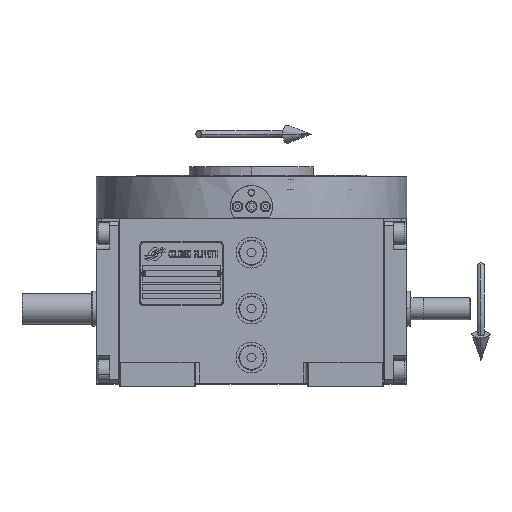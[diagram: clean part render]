
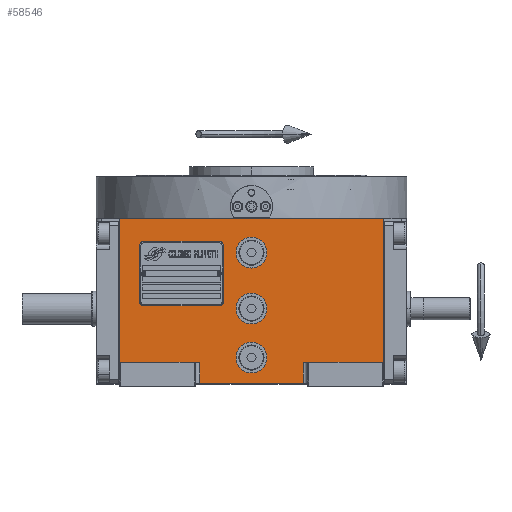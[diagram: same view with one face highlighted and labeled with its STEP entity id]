
A CAD part, top view. The second image highlights one B-rep face of the part: STEP entity #58546.
In plain terms, the highlighted planar face has unit normal (0, 0, 1).
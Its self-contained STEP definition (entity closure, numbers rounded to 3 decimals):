
#45 = ORIENTED_EDGE ( 'NONE', *, *, #50882, .T. ) ;
#1636 = ORIENTED_EDGE ( 'NONE', *, *, #32172, .F. ) ;
#2476 = DIRECTION ( 'NONE',  ( 1., 0., 0. ) ) ;
#2834 = CARTESIAN_POINT ( 'NONE',  ( 37., -38.5, 163.5 ) ) ;
#3030 = VERTEX_POINT ( 'NONE', #28917 ) ;
#4268 = FACE_BOUND ( 'NONE', #45282, .T. ) ;
#4340 = CARTESIAN_POINT ( 'NONE',  ( 37., -38.5, 163.5 ) ) ;
#4791 = EDGE_CURVE ( 'NONE', #21494, #24586, #38129, .T. ) ;
#4799 = AXIS2_PLACEMENT_3D ( 'NONE', #48638, #42753, #16981 ) ;
#5034 = EDGE_LOOP ( 'NONE', ( #52441, #16513 ) ) ;
#5688 = VERTEX_POINT ( 'NONE', #32386 ) ;
#5830 = VERTEX_POINT ( 'NONE', #20848 ) ;
#6216 = ORIENTED_EDGE ( 'NONE', *, *, #33738, .T. ) ;
#7067 = LINE ( 'NONE', #38717, #45126 ) ;
#7102 = DIRECTION ( 'NONE',  ( 1., 0., 0. ) ) ;
#7405 = EDGE_CURVE ( 'NONE', #10814, #56563, #48139, .T. ) ;
#7784 = DIRECTION ( 'NONE',  ( 0., 0., 1. ) ) ;
#9934 = DIRECTION ( 'NONE',  ( 0., 0., 1. ) ) ;
#10288 = VECTOR ( 'NONE', #50267, 1000. ) ;
#10461 = VECTOR ( 'NONE', #47157, 1000. ) ;
#10814 = VERTEX_POINT ( 'NONE', #33792 ) ;
#11849 = EDGE_CURVE ( 'NONE', #18681, #5830, #25245, .T. ) ;
#12776 = CARTESIAN_POINT ( 'NONE',  ( -11., -35., 163.5 ) ) ;
#13003 = DIRECTION ( 'NONE',  ( 0., 1., 0. ) ) ;
#14183 = DIRECTION ( 'NONE',  ( 1., 0., 0. ) ) ;
#15106 = FACE_OUTER_BOUND ( 'NONE', #67312, .T. ) ;
#15629 = ORIENTED_EDGE ( 'NONE', *, *, #11849, .F. ) ;
#15707 = AXIS2_PLACEMENT_3D ( 'NONE', #63425, #15799, #38476 ) ;
#15799 = DIRECTION ( 'NONE',  ( 0., 0., 1. ) ) ;
#16513 = ORIENTED_EDGE ( 'NONE', *, *, #38188, .F. ) ;
#16981 = DIRECTION ( 'NONE',  ( -1., 0., 0. ) ) ;
#18681 = VERTEX_POINT ( 'NONE', #59793 ) ;
#19229 = VERTEX_POINT ( 'NONE', #61933 ) ;
#19783 = CARTESIAN_POINT ( 'NONE',  ( 94.5, -38.5, 163.5 ) ) ;
#19919 = ORIENTED_EDGE ( 'NONE', *, *, #28385, .T. ) ;
#20848 = CARTESIAN_POINT ( 'NONE',  ( 94.5, 64.5, 163.5 ) ) ;
#21494 = VERTEX_POINT ( 'NONE', #45784 ) ;
#21742 = AXIS2_PLACEMENT_3D ( 'NONE', #61818, #62138, #14183 ) ;
#22073 = CARTESIAN_POINT ( 'NONE',  ( 0., 0., 163.5 ) ) ;
#23402 = AXIS2_PLACEMENT_3D ( 'NONE', #22073, #9934, #26271 ) ;
#23860 = CARTESIAN_POINT ( 'NONE',  ( -94.5, 64.5, 163.5 ) ) ;
#24586 = VERTEX_POINT ( 'NONE', #59838 ) ;
#24764 = DIRECTION ( 'NONE',  ( 1., 0., 0. ) ) ;
#24919 = EDGE_CURVE ( 'NONE', #52759, #5688, #30616, .T. ) ;
#25203 = LINE ( 'NONE', #29395, #54956 ) ;
#25245 = LINE ( 'NONE', #23860, #52367 ) ;
#25413 = CARTESIAN_POINT ( 'NONE',  ( 37., -38.5, 163.5 ) ) ;
#25886 = AXIS2_PLACEMENT_3D ( 'NONE', #66835, #39752, #24764 ) ;
#26271 = DIRECTION ( 'NONE',  ( -1., 0., 0. ) ) ;
#26868 = EDGE_CURVE ( 'NONE', #56563, #10814, #45676, .T. ) ;
#27844 = VECTOR ( 'NONE', #67759, 1000. ) ;
#27961 = ORIENTED_EDGE ( 'NONE', *, *, #39383, .T. ) ;
#28385 = EDGE_CURVE ( 'NONE', #52759, #60123, #51299, .T. ) ;
#28917 = CARTESIAN_POINT ( 'NONE',  ( 11., 0., 163.5 ) ) ;
#29042 = CARTESIAN_POINT ( 'NONE',  ( -37., -53.5, 163.5 ) ) ;
#29395 = CARTESIAN_POINT ( 'NONE',  ( -94.5, -38.5, 163.5 ) ) ;
#29572 = ORIENTED_EDGE ( 'NONE', *, *, #24919, .F. ) ;
#30241 = CARTESIAN_POINT ( 'NONE',  ( -37., -53.5, 163.5 ) ) ;
#30616 = LINE ( 'NONE', #30241, #27844 ) ;
#32172 = EDGE_CURVE ( 'NONE', #19229, #18681, #25203, .T. ) ;
#32386 = CARTESIAN_POINT ( 'NONE',  ( -37., -38.5, 163.5 ) ) ;
#33018 = EDGE_CURVE ( 'NONE', #24586, #21494, #49494, .T. ) ;
#33738 = EDGE_CURVE ( 'NONE', #51577, #5830, #7067, .T. ) ;
#33792 = CARTESIAN_POINT ( 'NONE',  ( 11., -35., 163.5 ) ) ;
#35692 = CARTESIAN_POINT ( 'NONE',  ( 37., -53.5, 163.5 ) ) ;
#36304 = DIRECTION ( 'NONE',  ( 1., 0., 0. ) ) ;
#36375 = AXIS2_PLACEMENT_3D ( 'NONE', #65840, #7784, #7102 ) ;
#38129 = CIRCLE ( 'NONE', #4799, 11. ) ;
#38188 = EDGE_CURVE ( 'NONE', #68662, #3030, #38908, .T. ) ;
#38476 = DIRECTION ( 'NONE',  ( -1., 0., 0. ) ) ;
#38717 = CARTESIAN_POINT ( 'NONE',  ( 94.5, -38.5, 163.5 ) ) ;
#38875 = ORIENTED_EDGE ( 'NONE', *, *, #33018, .F. ) ;
#38908 = CIRCLE ( 'NONE', #23402, 11. ) ;
#39383 = EDGE_CURVE ( 'NONE', #64830, #51577, #49797, .T. ) ;
#39726 = CARTESIAN_POINT ( 'NONE',  ( -94.5, -38.5, 163.5 ) ) ;
#39752 = DIRECTION ( 'NONE',  ( 0., 0., 1. ) ) ;
#40014 = ORIENTED_EDGE ( 'NONE', *, *, #7405, .F. ) ;
#42753 = DIRECTION ( 'NONE',  ( 0., 0., 1. ) ) ;
#43489 = VECTOR ( 'NONE', #44579, 1000. ) ;
#44246 = LINE ( 'NONE', #39726, #63385 ) ;
#44390 = LINE ( 'NONE', #4340, #10461 ) ;
#44579 = DIRECTION ( 'NONE',  ( 1., 0., 0. ) ) ;
#45126 = VECTOR ( 'NONE', #13003, 1000. ) ;
#45282 = EDGE_LOOP ( 'NONE', ( #40014, #46553 ) ) ;
#45676 = CIRCLE ( 'NONE', #15707, 11. ) ;
#45784 = CARTESIAN_POINT ( 'NONE',  ( -11., 40., 163.5 ) ) ;
#46423 = DIRECTION ( 'NONE',  ( 0., 1., 0. ) ) ;
#46553 = ORIENTED_EDGE ( 'NONE', *, *, #26868, .F. ) ;
#46727 = DIRECTION ( 'NONE',  ( 0., 0., 1. ) ) ;
#47033 = EDGE_LOOP ( 'NONE', ( #38875, #53774 ) ) ;
#47157 = DIRECTION ( 'NONE',  ( 0., -1., 0. ) ) ;
#48139 = CIRCLE ( 'NONE', #25886, 11. ) ;
#48450 = AXIS2_PLACEMENT_3D ( 'NONE', #52291, #46727, #36304 ) ;
#48638 = CARTESIAN_POINT ( 'NONE',  ( 0., 40., 163.5 ) ) ;
#48881 = EDGE_CURVE ( 'NONE', #3030, #68662, #50775, .T. ) ;
#49494 = CIRCLE ( 'NONE', #21742, 11. ) ;
#49797 = LINE ( 'NONE', #2834, #43489 ) ;
#50267 = DIRECTION ( 'NONE',  ( 1., 0., 0. ) ) ;
#50775 = CIRCLE ( 'NONE', #36375, 11. ) ;
#50882 = EDGE_CURVE ( 'NONE', #19229, #5688, #44246, .T. ) ;
#51299 = LINE ( 'NONE', #29042, #10288 ) ;
#51577 = VERTEX_POINT ( 'NONE', #19783 ) ;
#51958 = FACE_BOUND ( 'NONE', #5034, .T. ) ;
#52291 = CARTESIAN_POINT ( 'NONE',  ( -94.5, -53.5, 163.5 ) ) ;
#52367 = VECTOR ( 'NONE', #67314, 1000. ) ;
#52441 = ORIENTED_EDGE ( 'NONE', *, *, #48881, .F. ) ;
#52759 = VERTEX_POINT ( 'NONE', #60387 ) ;
#53774 = ORIENTED_EDGE ( 'NONE', *, *, #4791, .F. ) ;
#54956 = VECTOR ( 'NONE', #46423, 1000. ) ;
#56563 = VERTEX_POINT ( 'NONE', #12776 ) ;
#57470 = CARTESIAN_POINT ( 'NONE',  ( -11., 0., 163.5 ) ) ;
#57528 = FACE_BOUND ( 'NONE', #47033, .T. ) ;
#57861 = PLANE ( 'NONE',  #48450 ) ;
#58546 = ADVANCED_FACE ( 'NONE', ( #51958, #4268, #57528, #15106 ), #57861, .T. ) ;
#59793 = CARTESIAN_POINT ( 'NONE',  ( -94.5, 64.5, 163.5 ) ) ;
#59838 = CARTESIAN_POINT ( 'NONE',  ( 11., 40., 163.5 ) ) ;
#60123 = VERTEX_POINT ( 'NONE', #35692 ) ;
#60387 = CARTESIAN_POINT ( 'NONE',  ( -37., -53.5, 163.5 ) ) ;
#61818 = CARTESIAN_POINT ( 'NONE',  ( 0., 40., 163.5 ) ) ;
#61933 = CARTESIAN_POINT ( 'NONE',  ( -94.5, -38.5, 163.5 ) ) ;
#62138 = DIRECTION ( 'NONE',  ( 0., 0., 1. ) ) ;
#62903 = ORIENTED_EDGE ( 'NONE', *, *, #64100, .F. ) ;
#63385 = VECTOR ( 'NONE', #2476, 1000. ) ;
#63425 = CARTESIAN_POINT ( 'NONE',  ( 0., -35., 163.5 ) ) ;
#64100 = EDGE_CURVE ( 'NONE', #64830, #60123, #44390, .T. ) ;
#64830 = VERTEX_POINT ( 'NONE', #25413 ) ;
#65840 = CARTESIAN_POINT ( 'NONE',  ( 0., 0., 163.5 ) ) ;
#66835 = CARTESIAN_POINT ( 'NONE',  ( 0., -35., 163.5 ) ) ;
#67312 = EDGE_LOOP ( 'NONE', ( #19919, #62903, #27961, #6216, #15629, #1636, #45, #29572 ) ) ;
#67314 = DIRECTION ( 'NONE',  ( 1., 0., 0. ) ) ;
#67759 = DIRECTION ( 'NONE',  ( 0., 1., 0. ) ) ;
#68662 = VERTEX_POINT ( 'NONE', #57470 ) ;
